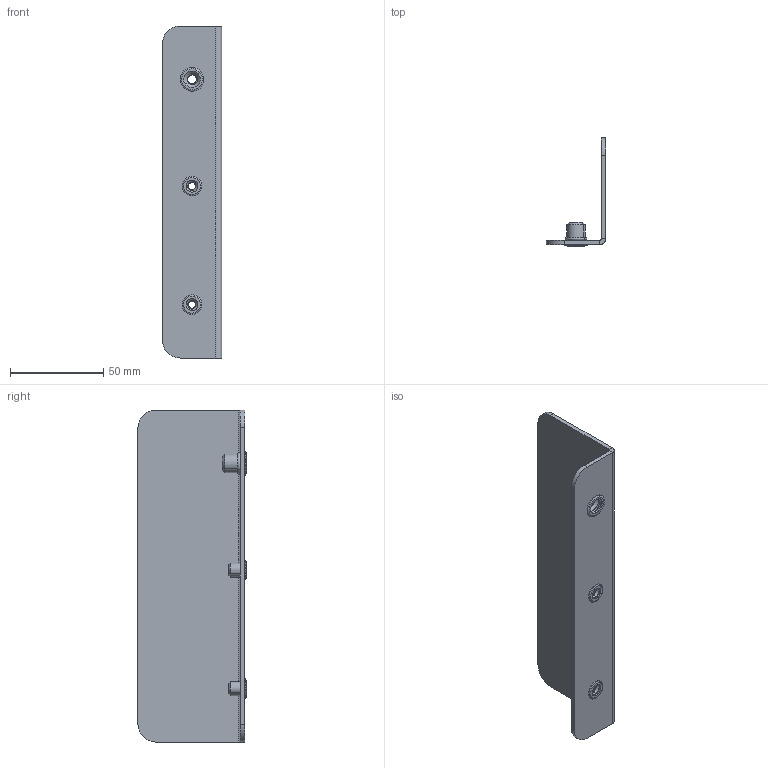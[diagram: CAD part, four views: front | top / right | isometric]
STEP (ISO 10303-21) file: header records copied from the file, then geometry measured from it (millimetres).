
FILE_DESCRIPTION (( 'STEP AP203' ), '1' );
FILE_NAME ('am-4372 Wall Section Link Bent Up with Installed Rivnuts.STEP', '2022-07-07T21:04:24', ( '' ), ( '' ), 'SwSTEP 2.0', 'SolidWorks 2022', '' );
FILE_SCHEMA (( 'CONFIG_CONTROL_DESIGN' ));
Length unit declared in the file: millimetre
Products named in the file (4): ip-4372 Wall Section Link; am-1573 14-20 Heavy Duty Rivnut_Installed; am-1454 10-32 020-130 Grip Rivnut_Installed; am-4372 Wall Section Link Bent Up with Installed Rivnuts
Assembly tree (4 placements, depth 2):
  am-4372 Wall Section Link Bent Up with Installed Rivnuts
    ip-4372 Wall Section Link
    am-1573 14-20 Heavy Duty Rivnut_Installed
    am-1454 10-32 020-130 Grip Rivnut_Installed  x2
Bounding box: 31.75 x 57.91 x 177.8 mm (x, y, z)
Volume: 35436.4 mm3; surface area: 33465.2 mm2
Topology: 4 solids, 4 shells, 952 faces, 2293 edges, 1352 vertices
Faces by surface type: plane 669, cylinder 238, cone 30, bspline 9, torus 6
Entity records: 25771 total; most frequent: CARTESIAN_POINT 11135, ORIENTED_EDGE 3086, DIRECTION 2927, EDGE_CURVE 1543, AXIS2_PLACEMENT_3D 1040, VERTEX_POINT 910, VECTOR 847, LINE 847
